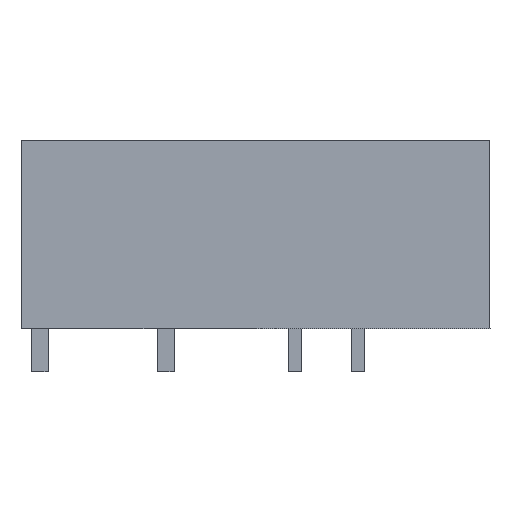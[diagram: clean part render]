
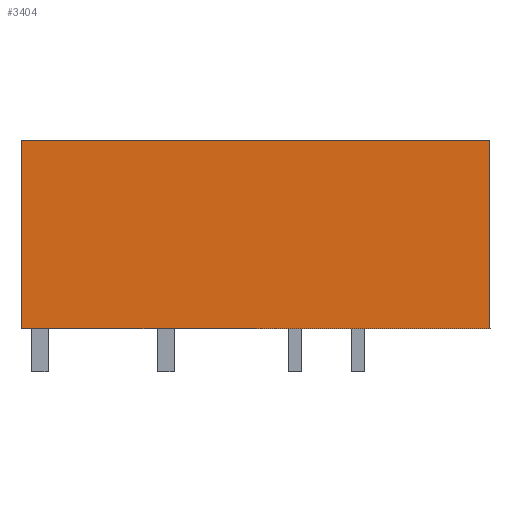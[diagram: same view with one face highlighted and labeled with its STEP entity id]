
A CAD part, left-side view. The second image highlights one B-rep face of the part: STEP entity #3404.
In plain terms, the highlighted planar face has unit normal (-1, 0, 0).
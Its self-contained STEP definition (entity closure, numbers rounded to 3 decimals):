
#3391=AXIS2_PLACEMENT_3D('Plane Axis2P3D',#3388,#3389,#3390) ;
#1238=CARTESIAN_POINT('Vertex',(0.,28.3,2.6)) ;
#1241=CARTESIAN_POINT('Line Origine',(0.,28.3,8.3)) ;
#1245=CARTESIAN_POINT('Vertex',(0.,28.3,14.)) ;
#1273=CARTESIAN_POINT('Line Origine',(0.,14.15,14.)) ;
#1277=CARTESIAN_POINT('Vertex',(0.,0.,14.)) ;
#2832=CARTESIAN_POINT('Line Origine',(0.,0.,8.3)) ;
#2836=CARTESIAN_POINT('Vertex',(0.,0.,2.6)) ;
#3388=CARTESIAN_POINT('Axis2P3D Location',(0.,28.3,-0.9)) ;
#3393=CARTESIAN_POINT('Line Origine',(0.,14.15,2.6)) ;
#1242=DIRECTION('Vector Direction',(0.,0.,1.)) ;
#1274=DIRECTION('Vector Direction',(0.,1.,0.)) ;
#2833=DIRECTION('Vector Direction',(0.,0.,-1.)) ;
#3389=DIRECTION('Axis2P3D Direction',(-1.,0.,0.)) ;
#3390=DIRECTION('Axis2P3D XDirection',(0.,-1.,0.)) ;
#3394=DIRECTION('Vector Direction',(0.,1.,0.)) ;
#1243=VECTOR('Line Direction',#1242,1.) ;
#1275=VECTOR('Line Direction',#1274,1.) ;
#2834=VECTOR('Line Direction',#2833,1.) ;
#3395=VECTOR('Line Direction',#3394,1.) ;
#3399=ORIENTED_EDGE('',*,*,#3397,.F.) ;
#3400=ORIENTED_EDGE('',*,*,#2838,.F.) ;
#3401=ORIENTED_EDGE('',*,*,#1279,.T.) ;
#3402=ORIENTED_EDGE('',*,*,#1247,.T.) ;
#3404=ADVANCED_FACE('housing',(#3403),#3392,.T.) ;
#1247=EDGE_CURVE('',#1246,#1239,#1244,.F.) ;
#1279=EDGE_CURVE('',#1278,#1246,#1276,.T.) ;
#2838=EDGE_CURVE('',#1278,#2837,#2835,.T.) ;
#3397=EDGE_CURVE('',#2837,#1239,#3396,.T.) ;
#3398=EDGE_LOOP('',(#3399,#3400,#3401,#3402)) ;
#3403=FACE_OUTER_BOUND('',#3398,.T.) ;
#1244=LINE('Line',#1241,#1243) ;
#1276=LINE('Line',#1273,#1275) ;
#2835=LINE('Line',#2832,#2834) ;
#3396=LINE('Line',#3393,#3395) ;
#3392=PLANE('',#3391) ;
#1239=VERTEX_POINT('',#1238) ;
#1246=VERTEX_POINT('',#1245) ;
#1278=VERTEX_POINT('',#1277) ;
#2837=VERTEX_POINT('',#2836) ;
